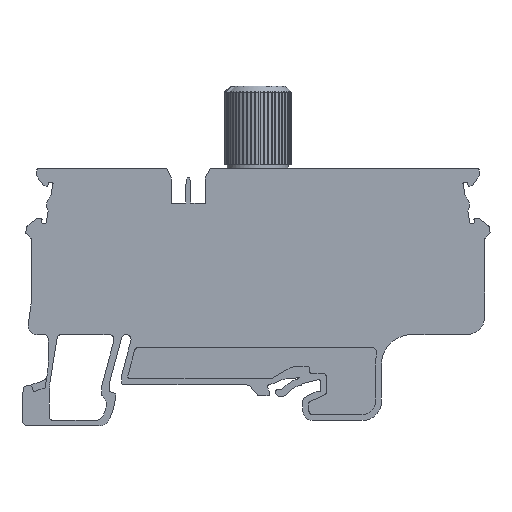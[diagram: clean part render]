
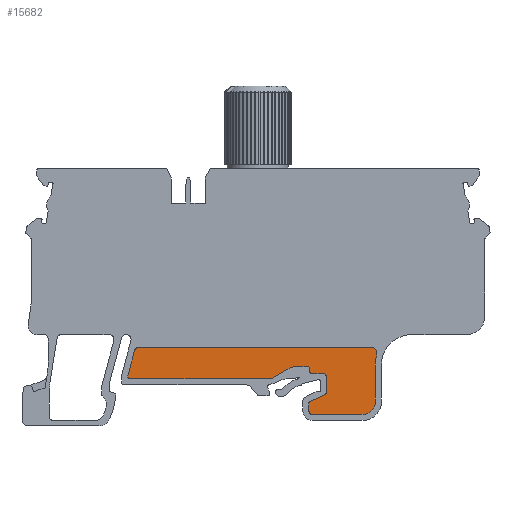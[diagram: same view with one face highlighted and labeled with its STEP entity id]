
A CAD part, front view. The second image highlights one B-rep face of the part: STEP entity #15682.
In plain terms, the highlighted planar face has unit normal (0, -1, 0).
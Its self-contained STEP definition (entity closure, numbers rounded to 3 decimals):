
#554=CIRCLE('',#16505,6.);
#555=CIRCLE('',#16507,1.);
#556=CIRCLE('',#16508,0.8);
#557=CIRCLE('',#16509,0.3);
#558=CIRCLE('',#16510,0.3);
#559=CIRCLE('',#16511,3.);
#560=CIRCLE('',#16512,0.3);
#561=CIRCLE('',#16513,0.3);
#562=CIRCLE('',#16514,0.5);
#563=CIRCLE('',#16515,0.3);
#564=CIRCLE('',#16516,0.3);
#565=CIRCLE('',#16517,0.5);
#566=CIRCLE('',#16518,2.);
#1419=ORIENTED_EDGE('',*,*,#4868,.T.);
#1420=ORIENTED_EDGE('',*,*,#4869,.T.);
#1421=ORIENTED_EDGE('',*,*,#4870,.T.);
#1422=ORIENTED_EDGE('',*,*,#4871,.F.);
#1423=ORIENTED_EDGE('',*,*,#4872,.F.);
#1424=ORIENTED_EDGE('',*,*,#4873,.F.);
#1425=ORIENTED_EDGE('',*,*,#4874,.F.);
#1426=ORIENTED_EDGE('',*,*,#4875,.F.);
#1427=ORIENTED_EDGE('',*,*,#4876,.F.);
#1428=ORIENTED_EDGE('',*,*,#4877,.F.);
#1429=ORIENTED_EDGE('',*,*,#4878,.F.);
#1430=ORIENTED_EDGE('',*,*,#4879,.F.);
#1431=ORIENTED_EDGE('',*,*,#4880,.F.);
#1432=ORIENTED_EDGE('',*,*,#4881,.F.);
#1433=ORIENTED_EDGE('',*,*,#4882,.F.);
#1434=ORIENTED_EDGE('',*,*,#4883,.F.);
#1435=ORIENTED_EDGE('',*,*,#4884,.F.);
#1436=ORIENTED_EDGE('',*,*,#4885,.F.);
#1437=ORIENTED_EDGE('',*,*,#4886,.F.);
#1438=ORIENTED_EDGE('',*,*,#4887,.F.);
#1439=ORIENTED_EDGE('',*,*,#4888,.F.);
#1440=ORIENTED_EDGE('',*,*,#4889,.F.);
#1441=ORIENTED_EDGE('',*,*,#4890,.F.);
#1442=ORIENTED_EDGE('',*,*,#4891,.F.);
#1443=ORIENTED_EDGE('',*,*,#4892,.F.);
#1444=ORIENTED_EDGE('',*,*,#4866,.F.);
#4866=EDGE_CURVE('',#6573,#6574,#554,.T.);
#4868=EDGE_CURVE('',#6573,#6575,#555,.T.);
#4869=EDGE_CURVE('',#6575,#6576,#7598,.T.);
#4870=EDGE_CURVE('',#6576,#6577,#556,.T.);
#4871=EDGE_CURVE('',#6578,#6577,#7599,.T.);
#4872=EDGE_CURVE('',#6579,#6578,#7600,.T.);
#4873=EDGE_CURVE('',#6580,#6579,#557,.T.);
#4874=EDGE_CURVE('',#6581,#6580,#7601,.T.);
#4875=EDGE_CURVE('',#6582,#6581,#558,.T.);
#4876=EDGE_CURVE('',#6583,#6582,#7602,.T.);
#4877=EDGE_CURVE('',#6584,#6583,#559,.T.);
#4878=EDGE_CURVE('',#6585,#6584,#7603,.T.);
#4879=EDGE_CURVE('',#6586,#6585,#560,.T.);
#4880=EDGE_CURVE('',#6587,#6586,#7604,.T.);
#4881=EDGE_CURVE('',#6588,#6587,#561,.T.);
#4882=EDGE_CURVE('',#6589,#6588,#7605,.T.);
#4883=EDGE_CURVE('',#6590,#6589,#562,.T.);
#4884=EDGE_CURVE('',#6591,#6590,#7606,.T.);
#4885=EDGE_CURVE('',#6592,#6591,#563,.T.);
#4886=EDGE_CURVE('',#6593,#6592,#7607,.T.);
#4887=EDGE_CURVE('',#6594,#6593,#564,.T.);
#4888=EDGE_CURVE('',#6595,#6594,#7608,.T.);
#4889=EDGE_CURVE('',#6596,#6595,#565,.T.);
#4890=EDGE_CURVE('',#6597,#6596,#7609,.T.);
#4891=EDGE_CURVE('',#6598,#6597,#566,.T.);
#4892=EDGE_CURVE('',#6574,#6598,#7610,.T.);
#6573=VERTEX_POINT('',#21681);
#6574=VERTEX_POINT('',#21683);
#6575=VERTEX_POINT('',#21687);
#6576=VERTEX_POINT('',#21689);
#6577=VERTEX_POINT('',#21691);
#6578=VERTEX_POINT('',#21693);
#6579=VERTEX_POINT('',#21695);
#6580=VERTEX_POINT('',#21697);
#6581=VERTEX_POINT('',#21699);
#6582=VERTEX_POINT('',#21701);
#6583=VERTEX_POINT('',#21703);
#6584=VERTEX_POINT('',#21705);
#6585=VERTEX_POINT('',#21707);
#6586=VERTEX_POINT('',#21709);
#6587=VERTEX_POINT('',#21711);
#6588=VERTEX_POINT('',#21713);
#6589=VERTEX_POINT('',#21715);
#6590=VERTEX_POINT('',#21717);
#6591=VERTEX_POINT('',#21719);
#6592=VERTEX_POINT('',#21721);
#6593=VERTEX_POINT('',#21723);
#6594=VERTEX_POINT('',#21725);
#6595=VERTEX_POINT('',#21727);
#6596=VERTEX_POINT('',#21729);
#6597=VERTEX_POINT('',#21731);
#6598=VERTEX_POINT('',#21733);
#7598=LINE('',#21688,#8854);
#7599=LINE('',#21692,#8855);
#7600=LINE('',#21694,#8856);
#7601=LINE('',#21698,#8857);
#7602=LINE('',#21702,#8858);
#7603=LINE('',#21706,#8859);
#7604=LINE('',#21710,#8860);
#7605=LINE('',#21714,#8861);
#7606=LINE('',#21718,#8862);
#7607=LINE('',#21722,#8863);
#7608=LINE('',#21726,#8864);
#7609=LINE('',#21730,#8865);
#7610=LINE('',#21734,#8866);
#8854=VECTOR('',#18156,1000.);
#8855=VECTOR('',#18159,1000.);
#8856=VECTOR('',#18160,1000.);
#8857=VECTOR('',#18163,1000.);
#8858=VECTOR('',#18166,1000.);
#8859=VECTOR('',#18169,1000.);
#8860=VECTOR('',#18172,1000.);
#8861=VECTOR('',#18175,1000.);
#8862=VECTOR('',#18178,1000.);
#8863=VECTOR('',#18181,1000.);
#8864=VECTOR('',#18184,1000.);
#8865=VECTOR('',#18187,1000.);
#8866=VECTOR('',#18190,1000.);
#9742=EDGE_LOOP('',(#1419,#1420,#1421,#1422,#1423,#1424,#1425,#1426,#1427,
#1428,#1429,#1430,#1431,#1432,#1433,#1434,#1435,#1436,#1437,#1438,#1439,
#1440,#1441,#1442,#1443,#1444));
#10374=FACE_BOUND('',#9742,.T.);
#10979=PLANE('',#16506);
#15682=ADVANCED_FACE('',(#10374),#10979,.T.);
#16505=AXIS2_PLACEMENT_3D('',#21682,#18149,#18150);
#16506=AXIS2_PLACEMENT_3D('',#21685,#18152,#18153);
#16507=AXIS2_PLACEMENT_3D('',#21686,#18154,#18155);
#16508=AXIS2_PLACEMENT_3D('',#21690,#18157,#18158);
#16509=AXIS2_PLACEMENT_3D('',#21696,#18161,#18162);
#16510=AXIS2_PLACEMENT_3D('',#21700,#18164,#18165);
#16511=AXIS2_PLACEMENT_3D('',#21704,#18167,#18168);
#16512=AXIS2_PLACEMENT_3D('',#21708,#18170,#18171);
#16513=AXIS2_PLACEMENT_3D('',#21712,#18173,#18174);
#16514=AXIS2_PLACEMENT_3D('',#21716,#18176,#18177);
#16515=AXIS2_PLACEMENT_3D('',#21720,#18179,#18180);
#16516=AXIS2_PLACEMENT_3D('',#21724,#18182,#18183);
#16517=AXIS2_PLACEMENT_3D('',#21728,#18185,#18186);
#16518=AXIS2_PLACEMENT_3D('',#21732,#18188,#18189);
#18149=DIRECTION('',(0.,-1.,0.));
#18150=DIRECTION('',(1.,0.,0.));
#18152=DIRECTION('',(0.,-1.,0.));
#18153=DIRECTION('',(0.,0.,-1.));
#18154=DIRECTION('',(0.,-1.,0.));
#18155=DIRECTION('',(-1.,0.,0.));
#18156=DIRECTION('',(-1.,0.,0.));
#18157=DIRECTION('',(0.,-1.,0.));
#18158=DIRECTION('',(1.,0.,0.));
#18159=DIRECTION('',(0.259,0.,0.966));
#18160=DIRECTION('',(0.,0.,1.));
#18161=DIRECTION('',(0.,1.,0.));
#18162=DIRECTION('',(1.,0.,0.));
#18163=DIRECTION('',(-1.,0.,0.));
#18164=DIRECTION('',(0.,1.,0.));
#18165=DIRECTION('',(1.,0.,0.));
#18166=DIRECTION('',(-0.866,0.,-0.5));
#18167=DIRECTION('',(0.,-1.,0.));
#18168=DIRECTION('',(1.,0.,0.));
#18169=DIRECTION('',(-1.,0.,0.));
#18170=DIRECTION('',(0.,-1.,0.));
#18171=DIRECTION('',(1.,0.,0.));
#18172=DIRECTION('',(0.,0.,1.));
#18173=DIRECTION('',(0.,1.,0.));
#18174=DIRECTION('',(1.,0.,0.));
#18175=DIRECTION('',(-1.,0.,0.));
#18176=DIRECTION('',(0.,-1.,0.));
#18177=DIRECTION('',(-1.,0.,0.));
#18178=DIRECTION('',(0.,0.,1.));
#18179=DIRECTION('',(0.,-1.,0.));
#18180=DIRECTION('',(-1.,0.,0.));
#18181=DIRECTION('',(0.914,0.,0.407));
#18182=DIRECTION('',(0.,1.,0.));
#18183=DIRECTION('',(1.,0.,0.));
#18184=DIRECTION('',(0.,0.,1.));
#18185=DIRECTION('',(0.,1.,0.));
#18186=DIRECTION('',(1.,0.,0.));
#18187=DIRECTION('',(-1.,0.,0.));
#18188=DIRECTION('',(0.,1.,0.));
#18189=DIRECTION('',(-1.,0.,0.));
#18190=DIRECTION('',(0.,0.,-1.));
#21681=CARTESIAN_POINT('',(9.538,2.,4.355));
#21682=CARTESIAN_POINT('',(15.3,2.,2.684));
#21683=CARTESIAN_POINT('',(9.3,2.,2.684));
#21685=CARTESIAN_POINT('',(-35.75,2.,12.234));
#21686=CARTESIAN_POINT('',(8.577,2.,4.634));
#21687=CARTESIAN_POINT('',(8.577,2.,5.634));
#21688=CARTESIAN_POINT('',(-29.345,2.,5.634));
#21689=CARTESIAN_POINT('',(-29.345,2.,5.634));
#21690=CARTESIAN_POINT('',(-29.345,2.,4.834));
#21691=CARTESIAN_POINT('',(-30.118,2.,5.041));
#21692=CARTESIAN_POINT('',(-31.2,2.,1.002));
#21693=CARTESIAN_POINT('',(-31.2,2.,1.002));
#21694=CARTESIAN_POINT('',(-31.2,2.,0.734));
#21695=CARTESIAN_POINT('',(-31.2,2.,0.734));
#21696=CARTESIAN_POINT('',(-30.9,2.,0.734));
#21697=CARTESIAN_POINT('',(-30.9,2.,0.434));
#21698=CARTESIAN_POINT('',(-7.872,2.,0.434));
#21699=CARTESIAN_POINT('',(-7.872,2.,0.434));
#21700=CARTESIAN_POINT('',(-7.872,2.,0.734));
#21701=CARTESIAN_POINT('',(-7.722,2.,0.474));
#21702=CARTESIAN_POINT('',(-5.024,2.,2.032));
#21703=CARTESIAN_POINT('',(-5.024,2.,2.032));
#21704=CARTESIAN_POINT('',(-3.524,2.,-0.566));
#21705=CARTESIAN_POINT('',(-3.524,2.,2.434));
#21706=CARTESIAN_POINT('',(-1.7,2.,2.434));
#21707=CARTESIAN_POINT('',(-1.7,2.,2.434));
#21708=CARTESIAN_POINT('',(-1.7,2.,2.134));
#21709=CARTESIAN_POINT('',(-1.4,2.,2.134));
#21710=CARTESIAN_POINT('',(-1.4,2.,1.6));
#21711=CARTESIAN_POINT('',(-1.4,2.,1.6));
#21712=CARTESIAN_POINT('',(-1.1,2.,1.6));
#21713=CARTESIAN_POINT('',(-1.1,2.,1.3));
#21714=CARTESIAN_POINT('',(0.8,2.,1.3));
#21715=CARTESIAN_POINT('',(0.8,2.,1.3));
#21716=CARTESIAN_POINT('',(0.8,2.,0.8));
#21717=CARTESIAN_POINT('',(1.3,2.,0.8));
#21718=CARTESIAN_POINT('',(1.3,2.,-1.848));
#21719=CARTESIAN_POINT('',(1.3,2.,-1.848));
#21720=CARTESIAN_POINT('',(1.,2.,-1.848));
#21721=CARTESIAN_POINT('',(1.122,2.,-2.122));
#21722=CARTESIAN_POINT('',(-1.372,2.,-3.232));
#21723=CARTESIAN_POINT('',(-1.372,2.,-3.232));
#21724=CARTESIAN_POINT('',(-1.25,2.,-3.507));
#21725=CARTESIAN_POINT('',(-1.55,2.,-3.507));
#21726=CARTESIAN_POINT('',(-1.55,2.,-4.866));
#21727=CARTESIAN_POINT('',(-1.55,2.,-4.866));
#21728=CARTESIAN_POINT('',(-1.05,2.,-4.866));
#21729=CARTESIAN_POINT('',(-1.05,2.,-5.366));
#21730=CARTESIAN_POINT('',(7.3,2.,-5.366));
#21731=CARTESIAN_POINT('',(7.3,2.,-5.366));
#21732=CARTESIAN_POINT('',(7.3,2.,-3.366));
#21733=CARTESIAN_POINT('',(9.3,2.,-3.366));
#21734=CARTESIAN_POINT('',(9.3,2.,2.684));
